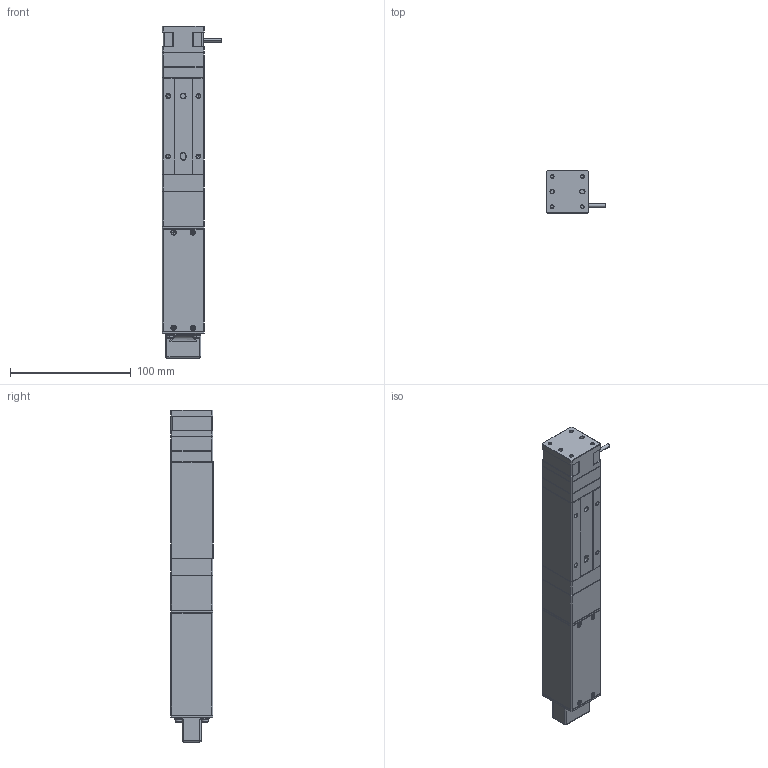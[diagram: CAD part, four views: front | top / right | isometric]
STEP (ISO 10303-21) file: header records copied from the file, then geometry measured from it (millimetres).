
FILE_DESCRIPTION (( 'STEP AP214' ), '1' );
FILE_NAME ('RM-SLA-11-50-2-V-HF 精密力控型直线型推杆1.0.STEP', '2023-07-07T00:56:20', ( '' ), ( '' ), 'SwSTEP 2.0', 'SolidWorks 2019', '' );
FILE_SCHEMA (( 'AUTOMOTIVE_DESIGN' ));
Length unit declared in the file: millimetre
Products named in the file (23): M5________; MSP01-LA004 薊粣ん褲; MSP01-LA005 萇儂蟀諉啣; RM-SLA-11-50-2-V-HF 精密力控型直线型推杆1.0; MFT02-M2.5x5 坋趼麥芛蹟佪; SBT630DX-01.STEP; SBT630DX-03; MSP01-LA003 粣創釱; MFT03-M3x6 埴翐囀鞠褒蹟佪; MSP01-LA013 薊粣ん裔; MSP01-LA006 萇儂俋褲; MFT02-M2x5 坋趼麥芛蹟佪; MSP01-LA007 帣裔_MSP01-EC002-28; SBT630DX外形参数图（20220314）.STEP; MSP01-LA002 眻盄倰裝极_50mm; PPT17-GFM-1416-08 拸蚐傍杶; 薯諷傷啣HF; MSP02-LA002 芢裝_50mm; 蕾宒堤盄芛俋褲; MSP01-LA001 ヶ傷裔; MFT03-M2.5x6 埴翐囀鞠褒蹟佪; MFT03-M3x8 埴翐囀鞠褒蹟佪; SBT630DX-02
Assembly tree (41 placements, depth 3):
  RM-SLA-11-50-2-V-HF 精密力控型直线型推杆1.0
    MSP01-LA002 眻盄倰裝极_50mm
    MSP02-LA002 芢裝_50mm
    MSP01-LA001 ヶ傷裔
    MSP01-LA003 粣創釱
    MSP01-LA004 薊粣ん褲
    MSP01-LA005 萇儂蟀諉啣
    MSP01-LA006 萇儂俋褲
    MSP01-LA007 帣裔_MSP01-EC002-28
    MFT03-M2.5x6 埴翐囀鞠褒蹟佪
    MFT03-M3x8 埴翐囀鞠褒蹟佪  x8
    MFT02-M2x5 坋趼麥芛蹟佪  x10
    PPT17-GFM-1416-08 拸蚐傍杶
    MSP01-LA013 薊粣ん裔
    蕾宒堤盄芛俋褲
    MFT02-M2.5x5 坋趼麥芛蹟佪  x4
    薯諷傷啣HF
    SBT630DX外形参数图（20220314）.STEP
      SBT630DX-01.STEP
      SBT630DX-02
      M5________
      SBT630DX-03
    MFT03-M3x6 埴翐囀鞠褒蹟佪
Bounding box: 49.5 x 35.5 x 275 mm (x, y, z)
Volume: 168891.5 mm3; surface area: 105111.5 mm2
Topology: 40 solids, 40 shells, 2518 faces, 5698 edges, 3282 vertices
Faces by surface type: plane 1220, cylinder 610, cone 602, torus 42, bspline 32, sphere 12
Entity records: 52175 total; most frequent: CARTESIAN_POINT 9497, DIRECTION 8877, ORIENTED_EDGE 7928, EDGE_CURVE 3964, AXIS2_PLACEMENT_3D 3242, VECTOR 2393, LINE 2393, VERTEX_POINT 2338
